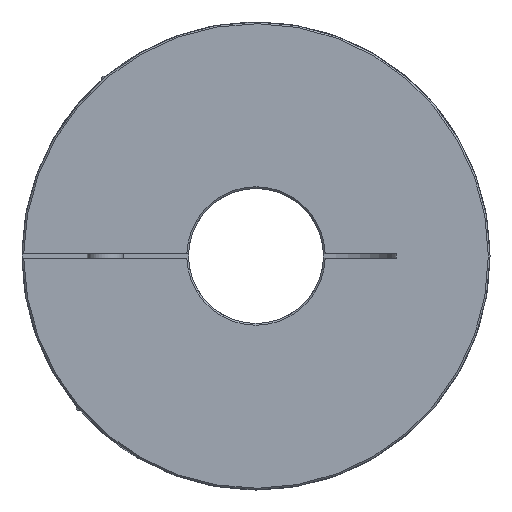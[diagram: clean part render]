
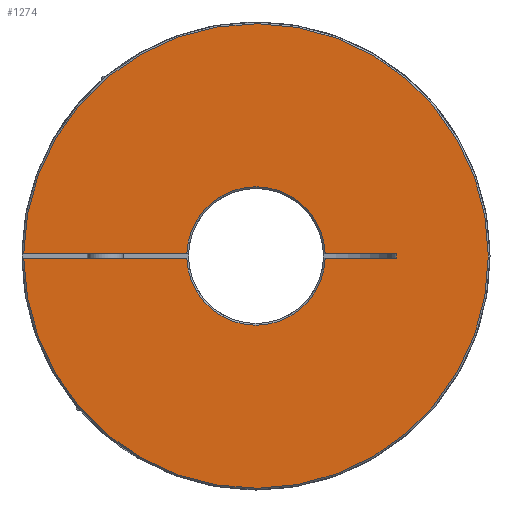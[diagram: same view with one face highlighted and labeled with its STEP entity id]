
A CAD part, left-side view. The second image highlights one B-rep face of the part: STEP entity #1274.
In plain terms, the highlighted planar face has unit normal (-1, 0, 0).
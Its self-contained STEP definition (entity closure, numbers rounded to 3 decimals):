
#475 = EDGE_CURVE ( 'NONE', #1763, #1764, #4144, .T. ) ;
#485 = EDGE_CURVE ( 'NONE', #1769, #1774, #4156, .T. ) ;
#487 = EDGE_CURVE ( 'NONE', #1772, #1763, #4149, .T. ) ;
#489 = EDGE_CURVE ( 'NONE', #1771, #1764, #4154, .T. ) ;
#490 = EDGE_CURVE ( 'NONE', #1771, #1770, #4160, .T. ) ;
#491 = EDGE_CURVE ( 'NONE', #1769, #1770, #4145, .T. ) ;
#492 = EDGE_CURVE ( 'NONE', #1773, #1774, #4165, .T. ) ;
#493 = EDGE_CURVE ( 'NONE', #1773, #1772, #4169, .T. ) ;
#934 = EDGE_LOOP ( 'NONE', ( #1350, #1351, #1352, #1353, #1354, #1355, #1356, #1357 ) ) ;
#1274 = ADVANCED_FACE ( 'NONE', ( #4868 ), #4372, .T. ) ;
#1350 = ORIENTED_EDGE ( 'NONE', *, *, #491, .T. ) ;
#1351 = ORIENTED_EDGE ( 'NONE', *, *, #490, .F. ) ;
#1352 = ORIENTED_EDGE ( 'NONE', *, *, #489, .T. ) ;
#1353 = ORIENTED_EDGE ( 'NONE', *, *, #475, .F. ) ;
#1354 = ORIENTED_EDGE ( 'NONE', *, *, #487, .F. ) ;
#1355 = ORIENTED_EDGE ( 'NONE', *, *, #493, .F. ) ;
#1356 = ORIENTED_EDGE ( 'NONE', *, *, #492, .T. ) ;
#1357 = ORIENTED_EDGE ( 'NONE', *, *, #485, .F. ) ;
#1763 = VERTEX_POINT ( 'NONE', #4611 ) ;
#1764 = VERTEX_POINT ( 'NONE', #4612 ) ;
#1769 = VERTEX_POINT ( 'NONE', #4617 ) ;
#1770 = VERTEX_POINT ( 'NONE', #4618 ) ;
#1771 = VERTEX_POINT ( 'NONE', #4619 ) ;
#1772 = VERTEX_POINT ( 'NONE', #4620 ) ;
#1773 = VERTEX_POINT ( 'NONE', #4621 ) ;
#1774 = VERTEX_POINT ( 'NONE', #4622 ) ;
#2375 = AXIS2_PLACEMENT_3D ( 'NONE', #3740, #3742, #3743 ) ;
#2382 = AXIS2_PLACEMENT_3D ( 'NONE', #3764, #3812, #3813 ) ;
#2387 = AXIS2_PLACEMENT_3D ( 'NONE', #3827, #3832, #3833 ) ;
#3740 = CARTESIAN_POINT ( 'NONE',  ( -51., 0., 0. ) ) ;
#3742 = DIRECTION ( 'NONE',  ( -1., 0., 0. ) ) ;
#3743 = DIRECTION ( 'NONE',  ( 0., -1., 0. ) ) ;
#3764 = CARTESIAN_POINT ( 'NONE',  ( -51., 0., 0. ) ) ;
#3812 = DIRECTION ( 'NONE',  ( -1., 0., 0. ) ) ;
#3813 = DIRECTION ( 'NONE',  ( 0., -1., 0. ) ) ;
#3815 = CARTESIAN_POINT ( 'NONE',  ( -51., -31.214, -35.671 ) ) ;
#3818 = CARTESIAN_POINT ( 'NONE',  ( -51., 0., -0.5 ) ) ;
#3819 = DIRECTION ( 'NONE',  ( 0., -1., 0. ) ) ;
#3822 = CARTESIAN_POINT ( 'NONE',  ( -51., -31.214, -0.5 ) ) ;
#3823 = DIRECTION ( 'NONE',  ( 0., 1., 0. ) ) ;
#3824 = CARTESIAN_POINT ( 'NONE',  ( -51., -31.214, 0.5 ) ) ;
#3826 = DIRECTION ( 'NONE',  ( 0., 0., 1. ) ) ;
#3827 = CARTESIAN_POINT ( 'NONE',  ( -51., 0., 0. ) ) ;
#3828 = DIRECTION ( 'NONE',  ( 0., -1., 0. ) ) ;
#3829 = CARTESIAN_POINT ( 'NONE',  ( -51., 0., 0.5 ) ) ;
#3830 = DIRECTION ( 'NONE',  ( 0., -1., 0. ) ) ;
#3832 = DIRECTION ( 'NONE',  ( 1., 0., 0. ) ) ;
#3833 = DIRECTION ( 'NONE',  ( 0., -1., 0. ) ) ;
#4144 = CIRCLE ( 'NONE', #2375, 15.381 ) ;
#4145 = LINE ( 'NONE', #3824, #4163 ) ;
#4149 = LINE ( 'NONE', #3818, #4152 ) ;
#4152 = VECTOR ( 'NONE', #3819, 1000. ) ;
#4154 = LINE ( 'NONE', #3822, #4157 ) ;
#4156 = CIRCLE ( 'NONE', #2382, 15.381 ) ;
#4157 = VECTOR ( 'NONE', #3823, 1000. ) ;
#4160 = LINE ( 'NONE', #3815, #4162 ) ;
#4162 = VECTOR ( 'NONE', #3826, 1000. ) ;
#4163 = VECTOR ( 'NONE', #3828, 1000. ) ;
#4165 = LINE ( 'NONE', #3829, #4166 ) ;
#4166 = VECTOR ( 'NONE', #3830, 1000. ) ;
#4169 = CIRCLE ( 'NONE', #2387, 51.619 ) ;
#4365 = CARTESIAN_POINT ( 'NONE',  ( -51., 0., 0. ) ) ;
#4372 = PLANE ( 'NONE',  #4787 ) ;
#4375 = DIRECTION ( 'NONE',  ( -1., 0., 0. ) ) ;
#4376 = DIRECTION ( 'NONE',  ( 0., -1., 0. ) ) ;
#4611 = CARTESIAN_POINT ( 'NONE',  ( -51., 15.373, -0.5 ) ) ;
#4612 = CARTESIAN_POINT ( 'NONE',  ( -51., -15.373, -0.5 ) ) ;
#4617 = CARTESIAN_POINT ( 'NONE',  ( -51., -15.373, 0.5 ) ) ;
#4618 = CARTESIAN_POINT ( 'NONE',  ( -51., -31.214, 0.5 ) ) ;
#4619 = CARTESIAN_POINT ( 'NONE',  ( -51., -31.214, -0.5 ) ) ;
#4620 = CARTESIAN_POINT ( 'NONE',  ( -51., 51.617, -0.5 ) ) ;
#4621 = CARTESIAN_POINT ( 'NONE',  ( -51., 51.617, 0.5 ) ) ;
#4622 = CARTESIAN_POINT ( 'NONE',  ( -51., 15.373, 0.5 ) ) ;
#4787 = AXIS2_PLACEMENT_3D ( 'NONE', #4365, #4375, #4376 ) ;
#4868 = FACE_OUTER_BOUND ( 'NONE', #934, .T. ) ;
